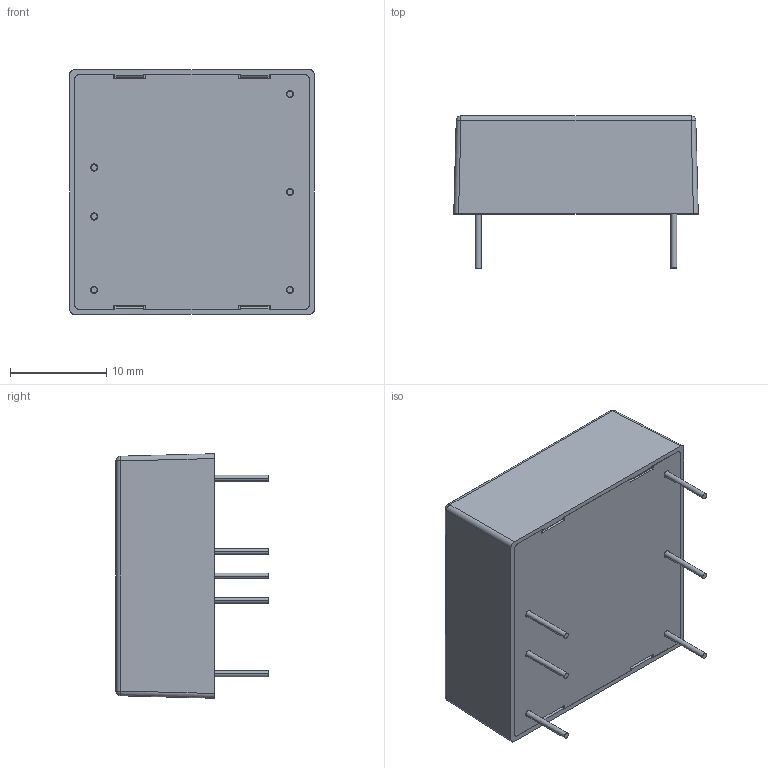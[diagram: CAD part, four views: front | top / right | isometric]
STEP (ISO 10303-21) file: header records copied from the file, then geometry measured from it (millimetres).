
FILE_DESCRIPTION (( 'STEP AP214' ), '1' );
FILE_NAME ('REC10K-243.3SAW_H2.STEP', '2024-06-11T14:43:50', ( '' ), ( '' ), 'SwSTEP 2.0', 'SolidWorks 2021', '' );
FILE_SCHEMA (( 'AUTOMOTIVE_DESIGN' ));
Length unit declared in the file: millimetre
Products named in the file (4): REC10K-243.3SAW_H2.STEP; REC10K_AW_20230816.STEP.STEP; REC10K-243.3SAW_H2; REC10K_AW_3D_20240429.STEP.STEP
Assembly tree (3 placements, depth 4):
  REC10K-243.3SAW_H2
    REC10K-243.3SAW_H2.STEP
      REC10K_AW_3D_20240429.STEP.STEP
        REC10K_AW_20230816.STEP.STEP
Bounding box: 25.4 x 15.8 x 25.4 mm (x, y, z)
Volume: 2297.6 mm3; surface area: 6528.5 mm2
Topology: 10 solids, 10 shells, 472 faces, 1236 edges, 819 vertices
Faces by surface type: plane 280, cylinder 121, bspline 57, cone 10, sphere 4
Entity records: 16117 total; most frequent: CARTESIAN_POINT 3690, ORIENTED_EDGE 2464, DIRECTION 2145, EDGE_CURVE 1232, VECTOR 853, LINE 853, VERTEX_POINT 817, AXIS2_PLACEMENT_3D 646
